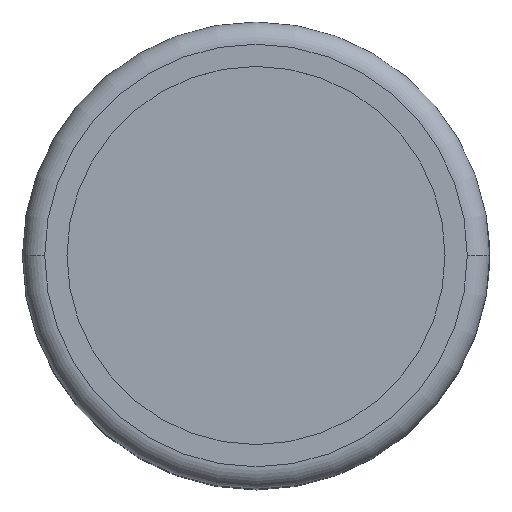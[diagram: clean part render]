
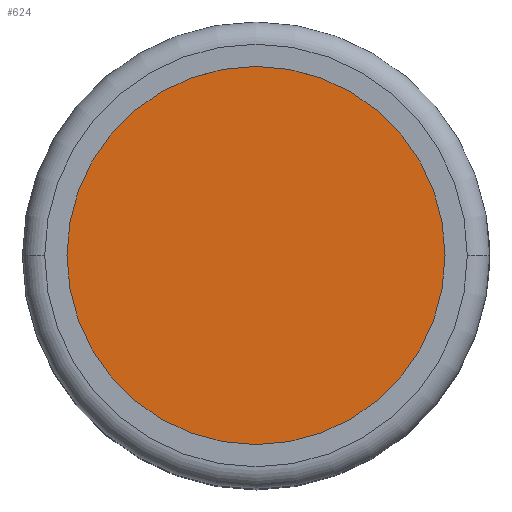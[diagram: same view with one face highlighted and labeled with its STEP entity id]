
A CAD part, top view. The second image highlights one B-rep face of the part: STEP entity #624.
In plain terms, the highlighted planar face has unit normal (0, 0, 1).
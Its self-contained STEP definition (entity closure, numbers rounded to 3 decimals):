
#546=CARTESIAN_POINT('',(4.25,0.,12.9));
#547=VERTEX_POINT('',#546);
#563=CARTESIAN_POINT('',(-4.25,0.,12.9));
#564=VERTEX_POINT('',#563);
#571=CARTESIAN_POINT('',(0.0,0.,12.9));
#572=DIRECTION('',(0.0,0.0,1.0));
#573=DIRECTION('',(1.0,0.0,0.0));
#574=AXIS2_PLACEMENT_3D('',#571,#572,#573);
#575=CIRCLE('',#574,4.25);
#576=EDGE_CURVE('',#547,#564,#575,.T.);
#587=CARTESIAN_POINT('',(0.0,0.,12.9));
#588=DIRECTION('',(0.0,0.0,1.0));
#589=DIRECTION('',(1.0,0.0,0.0));
#590=AXIS2_PLACEMENT_3D('',#587,#588,#589);
#591=CIRCLE('',#590,4.25);
#592=EDGE_CURVE('',#564,#547,#591,.T.);
#615=CARTESIAN_POINT('',(0.0,0.,12.9));
#616=DIRECTION('',(0.0,0.0,1.0));
#617=DIRECTION('',(1.0,0.0,0.0));
#618=AXIS2_PLACEMENT_3D('',#615,#616,#617);
#619=PLANE('',#618);
#620=ORIENTED_EDGE('',*,*,#576,.T.);
#621=ORIENTED_EDGE('',*,*,#592,.T.);
#622=EDGE_LOOP('',(#620,#621));
#623=FACE_OUTER_BOUND('',#622,.T.);
#624=ADVANCED_FACE('',(#623),#619,.T.);
